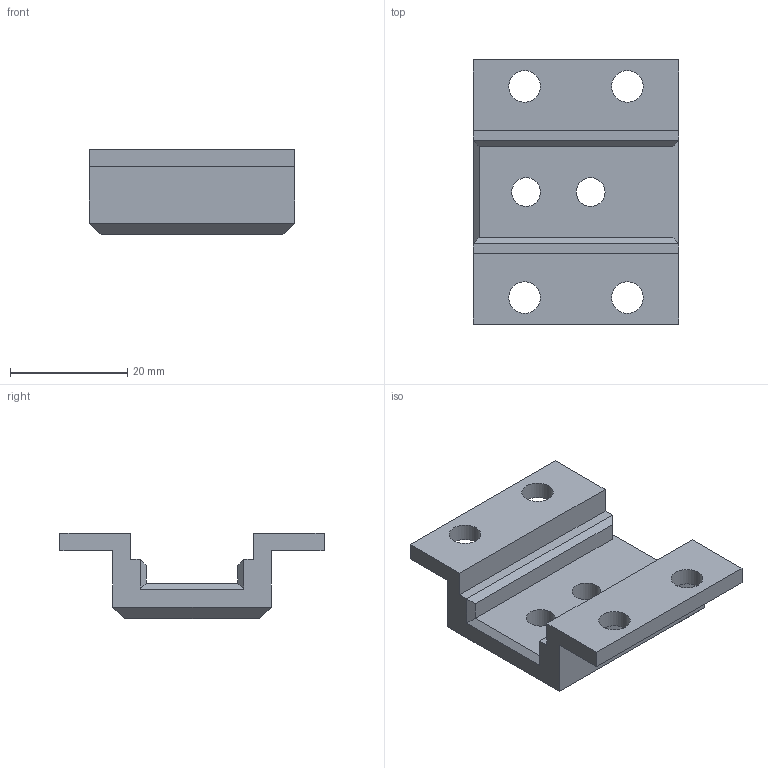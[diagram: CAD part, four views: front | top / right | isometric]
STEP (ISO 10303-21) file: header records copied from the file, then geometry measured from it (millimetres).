
FILE_DESCRIPTION(/* description */ (''),/* implementation_level */ '2;1');
FILE_NAME(/* name */ 'grabberClamp_body.step',/* time_stamp */ '2023-04-10T17:29:19-04:00',/* author */ (''),/* organization */ (''),/* preprocessor_version */ 'ST-DEVELOPER v19.2',/* originating_system */ 'Autodesk Translation Framework v11.17.0.187',/* authorisation */ '');
FILE_SCHEMA (('AUTOMOTIVE_DESIGN { 1 0 10303 214 3 1 1 }'));
Length unit declared in the file: millimetre
Products named in the file (2): arm clamp; Component1
Assembly tree (1 placements, depth 2):
  arm clamp
    Component1
Bounding box: 35 x 45 x 14.65 mm (x, y, z)
Volume: 9423 mm3; surface area: 5279.1 mm2
Topology: 1 solids, 1 shells, 35 faces, 89 edges, 56 vertices
Faces by surface type: plane 29, cylinder 6
Full cylindrical faces by diameter (mm): 4.9 x2, 5.4 x4
Entity records: 1112 total; most frequent: CARTESIAN_POINT 183, ORIENTED_EDGE 178, DIRECTION 177, EDGE_CURVE 89, LINE 77, VECTOR 77, VERTEX_POINT 56, AXIS2_PLACEMENT_3D 50
